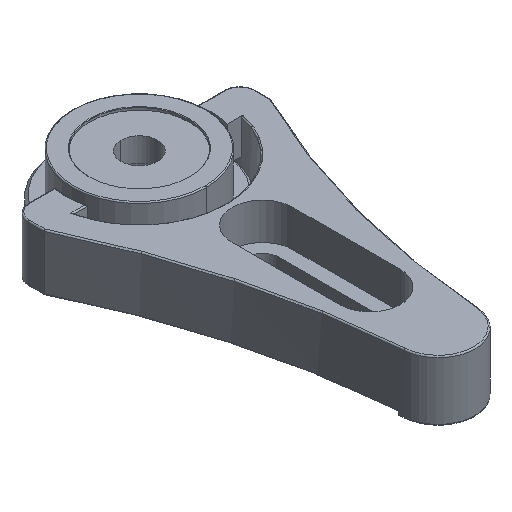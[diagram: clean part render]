
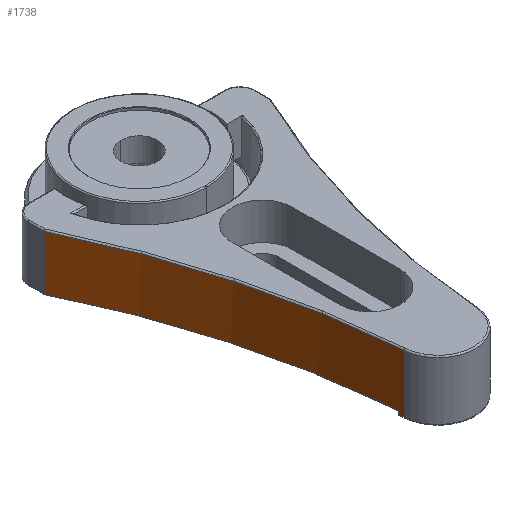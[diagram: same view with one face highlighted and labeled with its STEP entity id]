
A CAD part, isometric view. The second image highlights one B-rep face of the part: STEP entity #1738.
In plain terms, the highlighted cylindrical face has radius 150 mm (diameter 300 mm), a partial arc.
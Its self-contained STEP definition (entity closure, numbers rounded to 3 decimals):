
#122 = VECTOR ( 'NONE', #1228, 1000. ) ;
#203 = CARTESIAN_POINT ( 'NONE',  ( -6.979, -0.541, -0.45 ) ) ;
#252 = AXIS2_PLACEMENT_3D ( 'NONE', #1517, #440, #1688 ) ;
#291 = VERTEX_POINT ( 'NONE', #1444 ) ;
#295 = DIRECTION ( 'NONE',  ( 0., 0., 1. ) ) ;
#344 = CARTESIAN_POINT ( 'NONE',  ( -156.531, -12.129, 10.55 ) ) ;
#440 = DIRECTION ( 'NONE',  ( 0., 0., -1. ) ) ;
#441 = DIRECTION ( 'NONE',  ( 0., 0., -1. ) ) ;
#468 = DIRECTION ( 'NONE',  ( -1., 0., 0. ) ) ;
#554 = ORIENTED_EDGE ( 'NONE', *, *, #1345, .T. ) ;
#694 = CARTESIAN_POINT ( 'NONE',  ( -156.531, -12.129, -0.45 ) ) ;
#803 = DIRECTION ( 'NONE',  ( 1., 0., 0. ) ) ;
#812 = DIRECTION ( 'NONE',  ( 0., 0., 1. ) ) ;
#842 = ORIENTED_EDGE ( 'NONE', *, *, #1035, .F. ) ;
#858 = VERTEX_POINT ( 'NONE', #1072 ) ;
#957 = CIRCLE ( 'NONE', #1427, 150. ) ;
#995 = CIRCLE ( 'NONE', #1842, 150. ) ;
#1035 = EDGE_CURVE ( 'NONE', #1848, #858, #2132, .T. ) ;
#1072 = CARTESIAN_POINT ( 'NONE',  ( -7.063, 0.5, 0.25 ) ) ;
#1124 = FACE_OUTER_BOUND ( 'NONE', #1632, .T. ) ;
#1182 = CYLINDRICAL_SURFACE ( 'NONE', #252, 150. ) ;
#1188 = EDGE_CURVE ( 'NONE', #291, #1965, #2470, .T. ) ;
#1228 = DIRECTION ( 'NONE',  ( 0., 0., -1. ) ) ;
#1261 = LINE ( 'NONE', #2093, #122 ) ;
#1345 = EDGE_CURVE ( 'NONE', #1848, #1965, #2180, .T. ) ;
#1408 = CARTESIAN_POINT ( 'NONE',  ( -7.063, 0.5, -0.45 ) ) ;
#1427 = AXIS2_PLACEMENT_3D ( 'NONE', #1919, #2558, #1488 ) ;
#1444 = CARTESIAN_POINT ( 'NONE',  ( -6.979, -0.541, 10.55 ) ) ;
#1488 = DIRECTION ( 'NONE',  ( 1., 0., 0. ) ) ;
#1517 = CARTESIAN_POINT ( 'NONE',  ( -156.531, -12.129, 10.8 ) ) ;
#1591 = EDGE_CURVE ( 'NONE', #2474, #858, #957, .T. ) ;
#1593 = AXIS2_PLACEMENT_3D ( 'NONE', #694, #441, #468 ) ;
#1632 = EDGE_LOOP ( 'NONE', ( #842, #554, #2745, #2734, #2573, #2385 ) ) ;
#1688 = DIRECTION ( 'NONE',  ( -1., 0., 0. ) ) ;
#1738 = ADVANCED_FACE ( 'NONE', ( #1124 ), #1182, .F. ) ;
#1785 = VERTEX_POINT ( 'NONE', #2499 ) ;
#1837 = VECTOR ( 'NONE', #2408, 1000. ) ;
#1842 = AXIS2_PLACEMENT_3D ( 'NONE', #344, #812, #803 ) ;
#1848 = VERTEX_POINT ( 'NONE', #1408 ) ;
#1872 = CARTESIAN_POINT ( 'NONE',  ( -21.65, 53.5, 0.25 ) ) ;
#1919 = CARTESIAN_POINT ( 'NONE',  ( -156.531, -12.129, 0.25 ) ) ;
#1965 = VERTEX_POINT ( 'NONE', #203 ) ;
#2093 = CARTESIAN_POINT ( 'NONE',  ( -21.65, 53.5, 10.8 ) ) ;
#2132 = LINE ( 'NONE', #2222, #2367 ) ;
#2180 = CIRCLE ( 'NONE', #1593, 150. ) ;
#2193 = CARTESIAN_POINT ( 'NONE',  ( -6.979, -0.541, 10.8 ) ) ;
#2222 = CARTESIAN_POINT ( 'NONE',  ( -7.063, 0.5, -0.7 ) ) ;
#2367 = VECTOR ( 'NONE', #295, 1000. ) ;
#2385 = ORIENTED_EDGE ( 'NONE', *, *, #1591, .T. ) ;
#2408 = DIRECTION ( 'NONE',  ( 0., 0., -1. ) ) ;
#2470 = LINE ( 'NONE', #2193, #1837 ) ;
#2474 = VERTEX_POINT ( 'NONE', #1872 ) ;
#2495 = EDGE_CURVE ( 'NONE', #1785, #2474, #1261, .T. ) ;
#2499 = CARTESIAN_POINT ( 'NONE',  ( -21.65, 53.5, 10.55 ) ) ;
#2558 = DIRECTION ( 'NONE',  ( 0., 0., -1. ) ) ;
#2566 = EDGE_CURVE ( 'NONE', #291, #1785, #995, .T. ) ;
#2573 = ORIENTED_EDGE ( 'NONE', *, *, #2495, .T. ) ;
#2734 = ORIENTED_EDGE ( 'NONE', *, *, #2566, .T. ) ;
#2745 = ORIENTED_EDGE ( 'NONE', *, *, #1188, .F. ) ;
